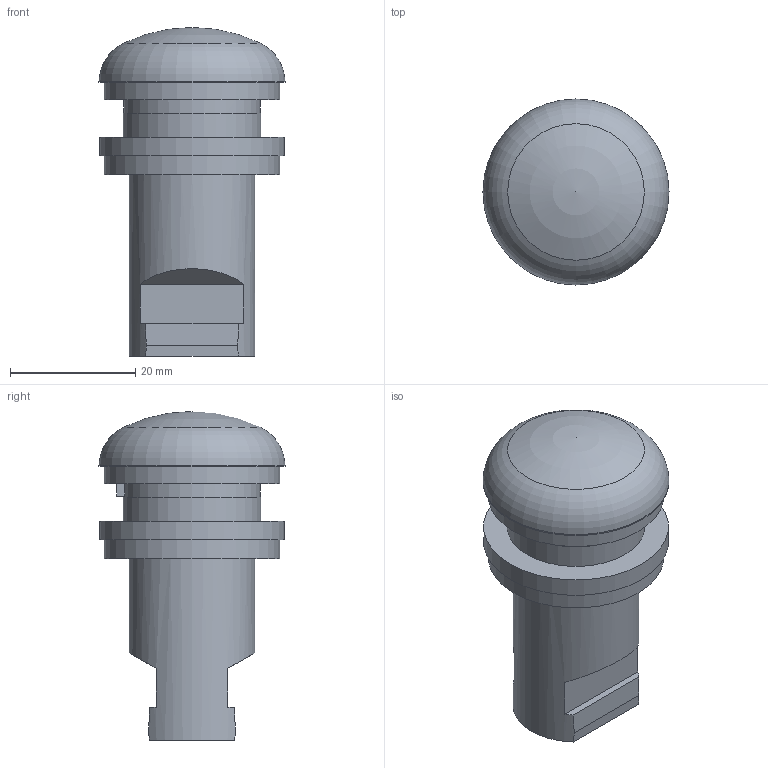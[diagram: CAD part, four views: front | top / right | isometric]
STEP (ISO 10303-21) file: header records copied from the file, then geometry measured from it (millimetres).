
FILE_DESCRIPTION(/* description */ ('Alibre Inc.'),/* implementation_level */ '2;1');
FILE_NAME(/* name */ 'export-7DE79923-A39E-45F7-959D-9ED0ADF81EDD',/* time_stamp */ '2020-06-28T10:18:44+02:00',/* author */ (''),/* organization */ (''),/* preprocessor_version */ 'ST-DEVELOPER v17',/* originating_system */ 'Alibre',/* authorisation */ '');
FILE_SCHEMA (('AUTOMOTIVE_DESIGN'));
Length unit declared in the file: millimetre
Products named in the file (1): _229015
Bounding box: 29.7 x 29.7 x 52.5 mm (x, y, z)
Volume: 20169.3 mm3; surface area: 5400.8 mm2
Topology: 1 solids, 1 shells, 33 faces, 75 edges, 50 vertices
Faces by surface type: plane 22, cylinder 6, cone 3, torus 1, sphere 1
Full cylindrical faces by diameter (mm): 20.1 x1, 21.8 x1, 22 x1, 28 x2, 29.5 x1
Entity records: 912 total; most frequent: CARTESIAN_POINT 152, ORIENTED_EDGE 148, DIRECTION 148, EDGE_CURVE 74, AXIS2_PLACEMENT_3D 69, VERTEX_POINT 50, EDGE_LOOP 40, FACE_BOUND 40
